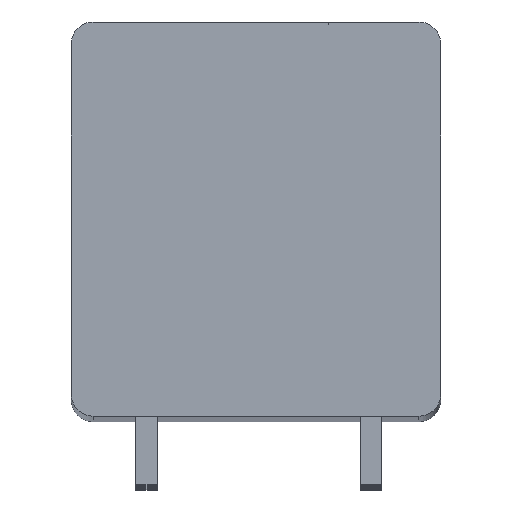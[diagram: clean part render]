
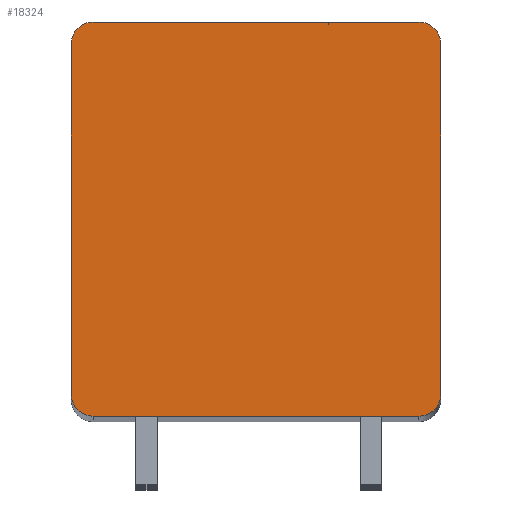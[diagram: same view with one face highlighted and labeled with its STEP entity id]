
A CAD part, top view. The second image highlights one B-rep face of the part: STEP entity #18324.
In plain terms, the highlighted planar face has unit normal (0, 0, 1).
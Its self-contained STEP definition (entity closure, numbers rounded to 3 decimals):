
#3155=CARTESIAN_POINT('',(-5.95,6.4,2.5));
#3156=DIRECTION('',(0.,0.,1.));
#3157=DIRECTION('',(0.,1.,0.));
#3158=AXIS2_PLACEMENT_3D('',#3155,#3156,#3157);
#3160=DIRECTION('',(-1.,0.,0.));
#3161=VECTOR('',#3160,11.9);
#3162=CARTESIAN_POINT('',(5.95,7.2,2.5));
#3163=LINE('',#3162,#3161);
#3164=CARTESIAN_POINT('',(5.95,6.4,2.5));
#3165=DIRECTION('',(0.,0.,1.));
#3166=DIRECTION('',(1.,0.,0.));
#3167=AXIS2_PLACEMENT_3D('',#3164,#3165,#3166);
#3169=DIRECTION('',(0.,1.,0.));
#3170=VECTOR('',#3169,12.8);
#3171=CARTESIAN_POINT('',(6.75,-6.4,2.5));
#3172=LINE('',#3171,#3170);
#3173=CARTESIAN_POINT('',(5.95,-6.4,2.5));
#3174=DIRECTION('',(0.,0.,1.));
#3175=DIRECTION('',(0.,-1.,0.));
#3176=AXIS2_PLACEMENT_3D('',#3173,#3174,#3175);
#3178=DIRECTION('',(1.,0.,0.));
#3179=VECTOR('',#3178,11.9);
#3180=CARTESIAN_POINT('',(-5.95,-7.2,2.5));
#3181=LINE('',#3180,#3179);
#3182=CARTESIAN_POINT('',(-5.95,-6.4,2.5));
#3183=DIRECTION('',(0.,0.,1.));
#3184=DIRECTION('',(-1.,0.,0.));
#3185=AXIS2_PLACEMENT_3D('',#3182,#3183,#3184);
#3187=DIRECTION('',(0.,-1.,0.));
#3188=VECTOR('',#3187,12.8);
#3189=CARTESIAN_POINT('',(-6.75,6.4,2.5));
#3190=LINE('',#3189,#3188);
#13119=CARTESIAN_POINT('',(-5.95,7.2,2.5));
#13120=VERTEX_POINT('',#13119);
#13121=CARTESIAN_POINT('',(-6.75,6.4,2.5));
#13122=VERTEX_POINT('',#13121);
#13127=CARTESIAN_POINT('',(6.75,6.4,2.5));
#13128=VERTEX_POINT('',#13127);
#13129=CARTESIAN_POINT('',(5.95,7.2,2.5));
#13130=VERTEX_POINT('',#13129);
#13135=CARTESIAN_POINT('',(-6.75,-6.4,2.5));
#13136=VERTEX_POINT('',#13135);
#13137=CARTESIAN_POINT('',(-5.95,-7.2,2.5));
#13138=VERTEX_POINT('',#13137);
#13143=CARTESIAN_POINT('',(5.95,-7.2,2.5));
#13144=VERTEX_POINT('',#13143);
#13145=CARTESIAN_POINT('',(6.75,-6.4,2.5));
#13146=VERTEX_POINT('',#13145);
#18309=CARTESIAN_POINT('',(0.,0.,2.5));
#18310=DIRECTION('',(0.,0.,1.));
#18311=DIRECTION('',(1.,0.,0.));
#18312=AXIS2_PLACEMENT_3D('',#18309,#18310,#18311);
#18313=PLANE('',#18312);
#18314=ORIENTED_EDGE('',*,*,#16503,.F.);
#18315=ORIENTED_EDGE('',*,*,#16519,.F.);
#18316=ORIENTED_EDGE('',*,*,#17084,.F.);
#18317=ORIENTED_EDGE('',*,*,#17099,.F.);
#18318=ORIENTED_EDGE('',*,*,#17572,.F.);
#18319=ORIENTED_EDGE('',*,*,#17585,.F.);
#18320=ORIENTED_EDGE('',*,*,#18060,.F.);
#18321=ORIENTED_EDGE('',*,*,#18072,.F.);
#18322=EDGE_LOOP('',(#18314,#18315,#18316,#18317,#18318,#18319,#18320,#18321));
#18323=FACE_OUTER_BOUND('',#18322,.F.);
#3159=CIRCLE('',#3158,0.8);
#3168=CIRCLE('',#3167,0.8);
#3177=CIRCLE('',#3176,0.8);
#3186=CIRCLE('',#3185,0.8);
#16503=EDGE_CURVE('',#13120,#13122,#3159,.T.);
#16519=EDGE_CURVE('',#13130,#13120,#3163,.T.);
#17084=EDGE_CURVE('',#13128,#13130,#3168,.T.);
#17099=EDGE_CURVE('',#13146,#13128,#3172,.T.);
#17572=EDGE_CURVE('',#13144,#13146,#3177,.T.);
#17585=EDGE_CURVE('',#13138,#13144,#3181,.T.);
#18060=EDGE_CURVE('',#13136,#13138,#3186,.T.);
#18072=EDGE_CURVE('',#13122,#13136,#3190,.T.);
#18324=ADVANCED_FACE('',(#18323),#18313,.T.);
